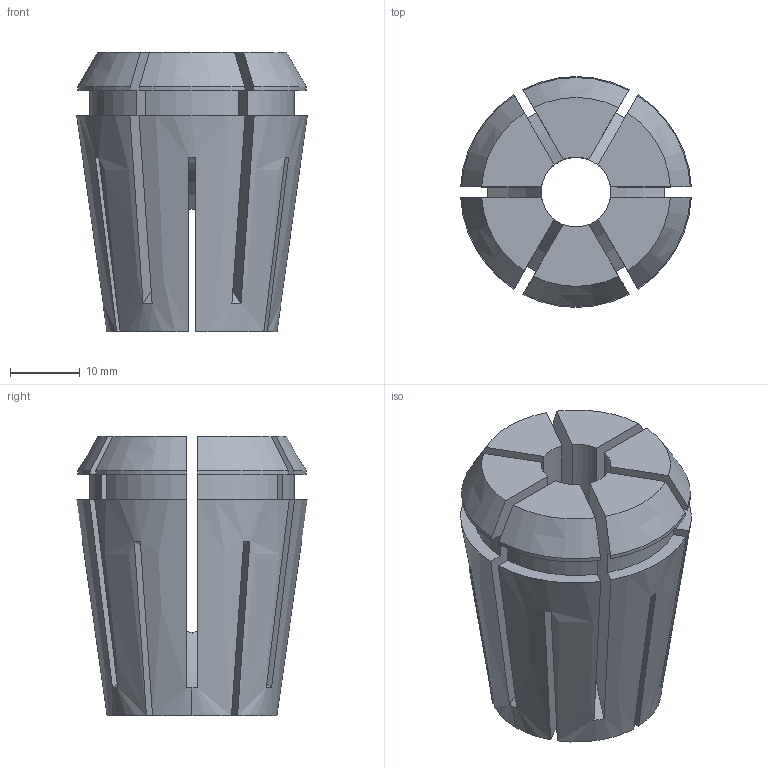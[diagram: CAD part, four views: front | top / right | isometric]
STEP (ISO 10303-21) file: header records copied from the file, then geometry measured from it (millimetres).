
FILE_DESCRIPTION (( 'STEP AP203' ), '1' );
FILE_NAME ('STP-5250-111-032-010-0(04432-10).STEP', '2021-09-23T11:23:09', ( '' ), ( '' ), 'SwSTEP 2.0', 'SolidWorks 2017', '' );
FILE_SCHEMA (( 'CONFIG_CONTROL_DESIGN' ));
Length unit declared in the file: millimetre
Products named in the file (1): STP-5250-111-032-010-0(04432-10)
Bounding box: 32.97 x 33 x 40 mm (x, y, z)
Volume: 19233.6 mm3; surface area: 11598 mm2
Topology: 1 solids, 1 shells, 88 faces, 264 edges, 176 vertices
Faces by surface type: plane 48, cylinder 32, cone 8
Entity records: 3192 total; most frequent: CARTESIAN_POINT 766, ORIENTED_EDGE 528, DIRECTION 472, EDGE_CURVE 264, AXIS2_PLACEMENT_3D 183, VERTEX_POINT 176, LINE 106, VECTOR 106
